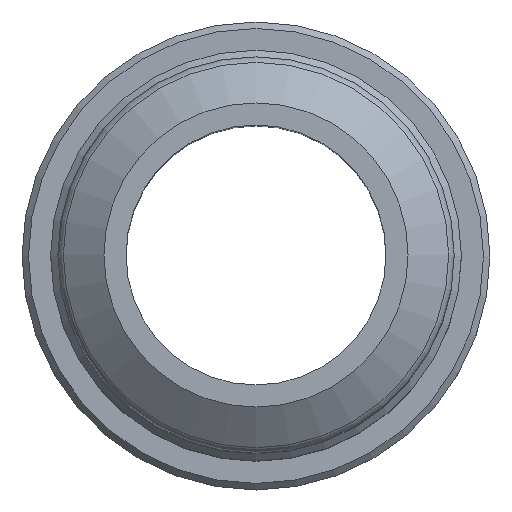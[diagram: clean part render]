
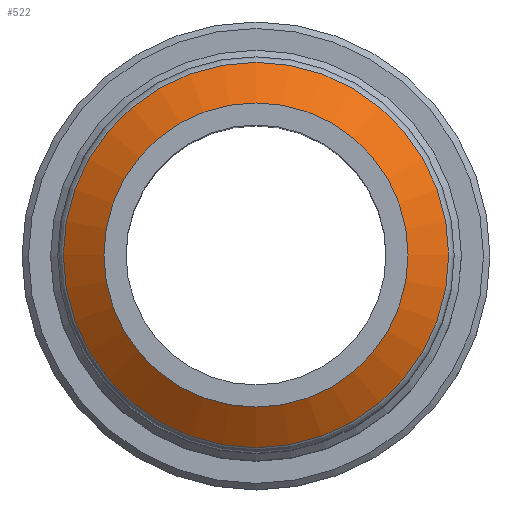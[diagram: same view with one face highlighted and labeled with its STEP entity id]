
A CAD part, top view. The second image highlights one B-rep face of the part: STEP entity #522.
In plain terms, the highlighted conical face has half-angle 55 degrees and reference radius 6.737 mm.
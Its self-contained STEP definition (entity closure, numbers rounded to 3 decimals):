
#75=FACE_OUTER_BOUND('',#119,.T.);
#119=EDGE_LOOP('',(#445,#446,#447,#448,#449));
#147=LINE('',#951,#173);
#173=VECTOR('',#792,6.738);
#216=CIRCLE('',#616,7.412);
#217=CIRCLE('',#617,7.412);
#219=CIRCLE('',#621,5.85);
#258=VERTEX_POINT('',#939);
#259=VERTEX_POINT('',#941);
#261=VERTEX_POINT('',#949);
#320=EDGE_CURVE('',#258,#259,#216,.T.);
#321=EDGE_CURVE('',#259,#258,#217,.T.);
#324=EDGE_CURVE('',#261,#261,#219,.T.);
#325=EDGE_CURVE('',#261,#259,#147,.T.);
#445=ORIENTED_EDGE('',*,*,#324,.F.);
#446=ORIENTED_EDGE('',*,*,#325,.T.);
#447=ORIENTED_EDGE('',*,*,#320,.F.);
#448=ORIENTED_EDGE('',*,*,#321,.F.);
#449=ORIENTED_EDGE('',*,*,#325,.F.);
#490=CONICAL_SURFACE('',#620,6.738,0.96);
#522=ADVANCED_FACE('',(#75),#490,.T.);
#616=AXIS2_PLACEMENT_3D('',#942,#779,#780);
#617=AXIS2_PLACEMENT_3D('',#943,#781,#782);
#620=AXIS2_PLACEMENT_3D('',#948,#788,#789);
#621=AXIS2_PLACEMENT_3D('',#950,#790,#791);
#779=DIRECTION('center_axis',(0.,0.,-1.));
#780=DIRECTION('ref_axis',(0.,-1.,0.));
#781=DIRECTION('center_axis',(0.,0.,-1.));
#782=DIRECTION('ref_axis',(0.,-1.,0.));
#788=DIRECTION('center_axis',(0.,0.,-1.));
#789=DIRECTION('ref_axis',(0.,1.,0.));
#790=DIRECTION('center_axis',(0.,0.,1.));
#791=DIRECTION('ref_axis',(0.,1.,0.));
#792=DIRECTION('',(0.,-0.819,-0.574));
#939=CARTESIAN_POINT('',(7.412,0.,46.906));
#941=CARTESIAN_POINT('',(0.,-7.412,46.906));
#942=CARTESIAN_POINT('Origin',(0.,0.,46.906));
#943=CARTESIAN_POINT('Origin',(0.,0.,46.906));
#948=CARTESIAN_POINT('Origin',(0.,0.,47.379));
#949=CARTESIAN_POINT('',(0.,-5.85,48.));
#950=CARTESIAN_POINT('Origin',(0.,0.,48.));
#951=CARTESIAN_POINT('',(0.,-6.738,47.379));
